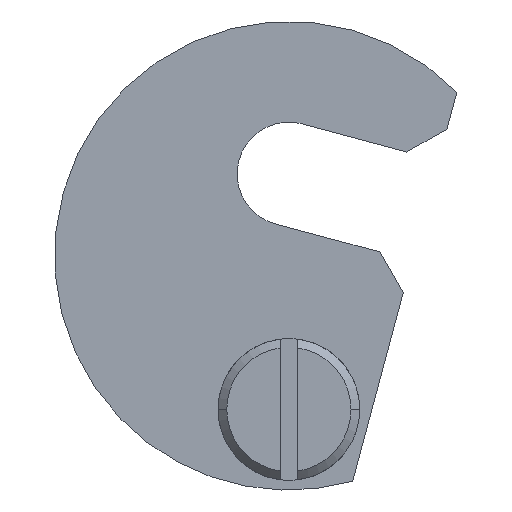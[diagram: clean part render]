
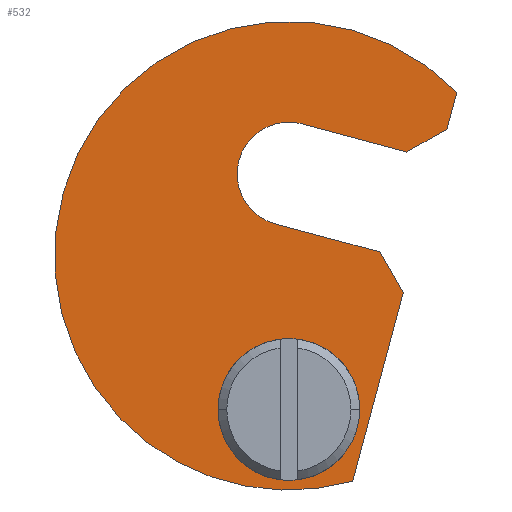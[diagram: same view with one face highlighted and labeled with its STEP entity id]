
A CAD part, front view. The second image highlights one B-rep face of the part: STEP entity #532.
In plain terms, the highlighted planar face has unit normal (0, -1, 0).
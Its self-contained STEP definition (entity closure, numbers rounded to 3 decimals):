
#212=EDGE_CURVE('',#232,#392,#573,.T.);
#218=EDGE_CURVE('',#274,#232,#580,.T.);
#232=VERTEX_POINT('',#595);
#254=EDGE_CURVE('',#304,#274,#618,.T.);
#274=VERTEX_POINT('',#641);
#290=EDGE_CURVE('',#350,#304,#658,.T.);
#304=VERTEX_POINT('',#673);
#328=EDGE_CURVE('',#378,#350,#700,.T.);
#350=VERTEX_POINT('',#728);
#368=EDGE_CURVE('',#392,#520,#748,.T.);
#370=EDGE_CURVE('',#406,#378,#750,.T.);
#378=VERTEX_POINT('',#760);
#392=VERTEX_POINT('',#777);
#402=EDGE_CURVE('',#444,#406,#788,.T.);
#406=VERTEX_POINT('',#792);
#430=EDGE_CURVE('',#520,#444,#816,.T.);
#444=VERTEX_POINT('',#832);
#450=EDGE_CURVE('',#464,#478,#838,.T.);
#464=VERTEX_POINT('',#853);
#478=VERTEX_POINT('',#867);
#492=EDGE_CURVE('',#478,#464,#883,.T.);
#520=VERTEX_POINT('',#915);
#532=ADVANCED_FACE('',(#929,#930),#931,.T.);
#573=CIRCLE('',#971,21.5);
#580=LINE('',#980,#981);
#595=CARTESIAN_POINT('',(15.406,-9.8,29.096));
#618=LINE('',#1042,#1043);
#641=CARTESIAN_POINT('',(14.506,-9.8,25.737));
#658=LINE('',#1093,#1094);
#673=CARTESIAN_POINT('',(10.832,-9.8,23.615));
#700=CIRCLE('',#1160,4.75);
#728=CARTESIAN_POINT('',(1.229,-9.8,26.188));
#748=CIRCLE('',#1217,21.5);
#750=LINE('',#1220,#1221);
#760=CARTESIAN_POINT('',(-1.229,-9.8,17.012));
#777=CARTESIAN_POINT('',(-15.406,-9.8,-0.896));
#788=LINE('',#1267,#1268);
#792=CARTESIAN_POINT('',(8.373,-9.8,14.439));
#816=LINE('',#1307,#1308);
#832=CARTESIAN_POINT('',(10.494,-9.8,10.765));
#838=CIRCLE('',#1349,6.5);
#853=CARTESIAN_POINT('',(6.5,-9.8,0.));
#867=CARTESIAN_POINT('',(-6.5,-9.8,0.));
#883=CIRCLE('',#1416,6.5);
#915=CARTESIAN_POINT('',(5.844,-9.8,-6.591));
#929=FACE_BOUND('',#1476,.T.);
#930=FACE_OUTER_BOUND('',#1477,.T.);
#931=PLANE('',#1478);
#971=AXIS2_PLACEMENT_3D('',#1505,#1506,#1507);
#980=CARTESIAN_POINT('',(14.506,-9.8,25.737));
#981=VECTOR('',#1523,1.0);
#1042=CARTESIAN_POINT('',(10.832,-9.8,23.615));
#1043=VECTOR('',#1551,1.0);
#1093=CARTESIAN_POINT('',(1.229,-9.8,26.188));
#1094=VECTOR('',#1595,1.0);
#1160=AXIS2_PLACEMENT_3D('',#1636,#1637,#1638);
#1217=AXIS2_PLACEMENT_3D('',#1713,#1714,#1715);
#1220=CARTESIAN_POINT('',(8.373,-9.8,14.439));
#1221=VECTOR('',#1716,1.0);
#1267=CARTESIAN_POINT('',(10.494,-9.8,10.765));
#1268=VECTOR('',#1768,1.0);
#1307=CARTESIAN_POINT('',(5.844,-9.8,-6.591));
#1308=VECTOR('',#1779,1.0);
#1349=AXIS2_PLACEMENT_3D('',#1805,#1806,#1807);
#1416=AXIS2_PLACEMENT_3D('',#1852,#1853,#1854);
#1476=EDGE_LOOP('',(#1928,#1929));
#1477=EDGE_LOOP('',(#1930,#1931,#1932,#1933,#1934,#1935,#1936,#1937,#1938));
#1478=AXIS2_PLACEMENT_3D('',#1939,#1940,#1941);
#1505=CARTESIAN_POINT('',(0.0,-9.8,14.1));
#1506=DIRECTION('',(0.0,-1.0,0.0));
#1507=DIRECTION('',(0.717,0.0,0.698));
#1523=DIRECTION('',(0.259,0.0,0.966));
#1551=DIRECTION('',(0.866,0.0,0.5));
#1595=DIRECTION('',(0.966,0.0,-0.259));
#1636=CARTESIAN_POINT('',(0.0,-9.8,21.6));
#1637=DIRECTION('',(0.0,1.0,0.0));
#1638=DIRECTION('',(-0.259,0.0,-0.966));
#1713=CARTESIAN_POINT('',(0.0,-9.8,14.1));
#1714=DIRECTION('',(0.0,-1.0,0.0));
#1715=DIRECTION('',(0.717,0.0,0.698));
#1716=DIRECTION('',(-0.966,0.0,0.259));
#1768=DIRECTION('',(-0.5,0.0,0.866));
#1779=DIRECTION('',(0.259,0.0,0.966));
#1805=CARTESIAN_POINT('',(0.,-9.8,0.));
#1806=DIRECTION('',(0.0,1.0,0.0));
#1807=DIRECTION('',(1.0,0.0,0.));
#1852=CARTESIAN_POINT('',(0.,-9.8,0.));
#1853=DIRECTION('',(0.0,1.0,0.0));
#1854=DIRECTION('',(1.0,0.0,0.));
#1928=ORIENTED_EDGE('',*,*,#450,.T.);
#1929=ORIENTED_EDGE('',*,*,#492,.T.);
#1930=ORIENTED_EDGE('',*,*,#212,.T.);
#1931=ORIENTED_EDGE('',*,*,#368,.T.);
#1932=ORIENTED_EDGE('',*,*,#430,.T.);
#1933=ORIENTED_EDGE('',*,*,#402,.T.);
#1934=ORIENTED_EDGE('',*,*,#370,.T.);
#1935=ORIENTED_EDGE('',*,*,#328,.T.);
#1936=ORIENTED_EDGE('',*,*,#290,.T.);
#1937=ORIENTED_EDGE('',*,*,#254,.T.);
#1938=ORIENTED_EDGE('',*,*,#218,.T.);
#1939=CARTESIAN_POINT('',(-1.615,-9.8,15.874));
#1940=DIRECTION('',(0.0,-1.0,0.0));
#1941=DIRECTION('',(1.0,0.0,0.0));
